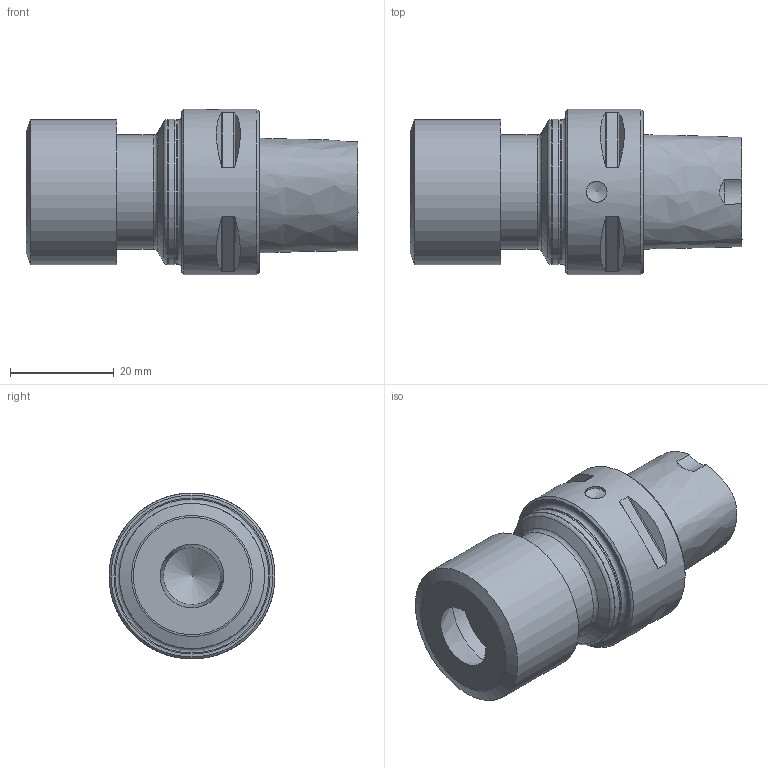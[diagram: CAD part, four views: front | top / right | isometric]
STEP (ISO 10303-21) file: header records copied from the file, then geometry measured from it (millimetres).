
FILE_DESCRIPTION(/* description */ (''),/* implementation_level */ '2;1');
FILE_NAME(/* name */ 'AC3-ER-16-045.stp',/* time_stamp */ '2024-11-15T11:25:35+03:00',/* author */ (''),/* organization */ (''),/* preprocessor_version */ 'ST-DEVELOPER v19.4',/* originating_system */ 'SIEMENS PLM Software NX2306.5001',/* authorisation */ '');
FILE_SCHEMA (('AUTOMOTIVE_DESIGN { 1 0 10303 214 3 1 1 1 }'));
Length unit declared in the file: millimetre
Products named in the file (1): AC3-ER-16-045-light_objects
Bounding box: 64 x 32 x 32 mm (x, y, z)
Volume: 29361.5 mm3; surface area: 8825.8 mm2
Topology: 1 solids, 1 shells, 52 faces, 116 edges, 73 vertices
Faces by surface type: plane 18, cylinder 17, cone 12, torus 4, bspline 1
Full cylindrical faces by diameter (mm): 4 x1, 11 x1, 20.5 x1, 22 x1, 27.8 x1, 28 x2, 32 x1
Entity records: 1881 total; most frequent: CARTESIAN_POINT 853, DIRECTION 202, ORIENTED_EDGE 164, AXIS2_PLACEMENT_3D 89, EDGE_LOOP 84, EDGE_CURVE 82, VERTEX_POINT 66, FACE_BOUND 63
